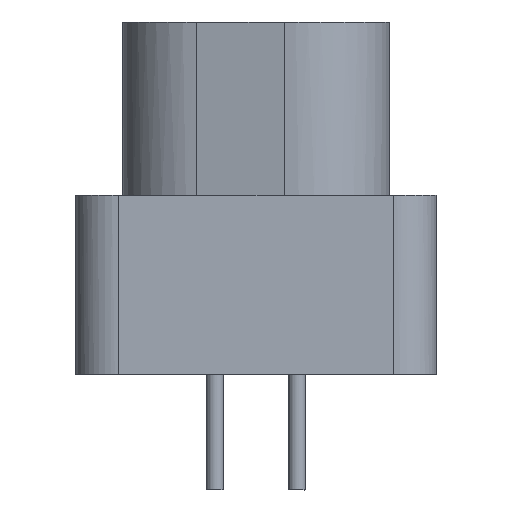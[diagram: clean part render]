
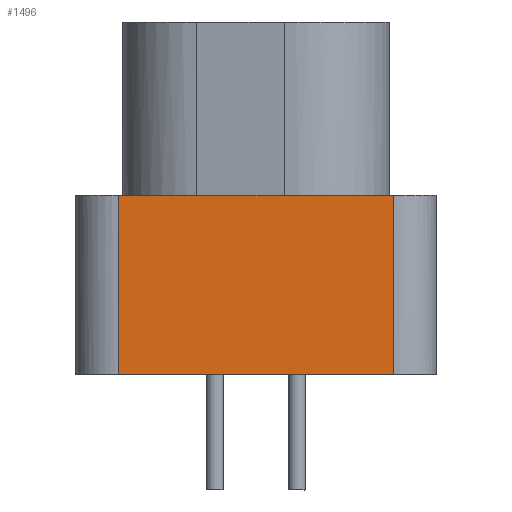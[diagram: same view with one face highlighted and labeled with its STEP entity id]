
A CAD part, left-side view. The second image highlights one B-rep face of the part: STEP entity #1496.
In plain terms, the highlighted free-form (B-spline) face has degree [1, 1] with [2, 2] control points.
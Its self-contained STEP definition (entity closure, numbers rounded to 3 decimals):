
#1152=CARTESIAN_POINT('V19',(-34.85,-8.865,
   -5.7));
#1153=VERTEX_POINT('V19',#1152);
#1167=CARTESIAN_POINT('V26',(-34.85,0.635,
   -5.7));
#1168=VERTEX_POINT('V26',#1167);
#1169=CARTESIAN_POINT('E34',(-34.85,0.635,
   -5.7));
#1170=CARTESIAN_POINT('E34',(-34.85,-8.865,
   -5.7));
#1171=B_SPLINE_CURVE_WITH_KNOTS('E34',1,(#1169,#1170),
   .POLYLINE_FORM.,.F.,.U.,(2,2),(0.0,1.532),
   .UNSPECIFIED.);
#1172=EDGE_CURVE('E34',#1168,#1153,#1171,.T.);
#1255=CARTESIAN_POINT('V1',(-34.85,-8.865,
   0.5));
#1256=VERTEX_POINT('V1',#1255);
#1257=CARTESIAN_POINT('E19',(-34.85,-8.865,
   0.5));
#1258=CARTESIAN_POINT('E19',(-34.85,-8.865,
   -5.7));
#1259=QUASI_UNIFORM_CURVE('E19',1,(#1257,#1258),.POLYLINE_FORM.,.F.,
   .U.);
#1260=EDGE_CURVE('E19',#1256,#1153,#1259,.T.);
#1458=CARTESIAN_POINT('V2',(-34.85,0.635,
   0.5));
#1459=VERTEX_POINT('V2',#1458);
#1460=CARTESIAN_POINT('E33',(-34.85,0.635,
   -5.7));
#1461=CARTESIAN_POINT('E33',(-34.85,0.635,
   0.5));
#1462=QUASI_UNIFORM_CURVE('E33',1,(#1460,#1461),.POLYLINE_FORM.,.F.,
   .U.);
#1463=EDGE_CURVE('E33',#1168,#1459,#1462,.T.);
#1481=CARTESIAN_POINT('F9',(-34.85,0.735,
   -5.8));
#1482=CARTESIAN_POINT('F9',(-34.85,-8.965,
   -5.8));
#1483=CARTESIAN_POINT('F9',(-34.85,0.735,
   0.6));
#1484=CARTESIAN_POINT('F9',(-34.85,-8.965,
   0.6));
#1485=B_SPLINE_SURFACE_WITH_KNOTS('F9',1,1,((#1481,#1483),(#1482,
   #1484)),.PLANE_SURF.,.F.,.F.,.U.,(2,2),(2,2),(0.0,
   1.516),(0.0,1.0),.UNSPECIFIED.);
#1486=ORIENTED_EDGE('E33',*,*,#1463,.F.);
#1487=ORIENTED_EDGE('E34',*,*,#1172,.T.);
#1488=ORIENTED_EDGE('E19',*,*,#1260,.F.);
#1489=CARTESIAN_POINT('E1',(-34.85,-8.865,
   0.5));
#1490=CARTESIAN_POINT('E1',(-34.85,0.635,
   0.5));
#1491=B_SPLINE_CURVE_WITH_KNOTS('E1',1,(#1489,#1490),.POLYLINE_FORM.,
   .F.,.U.,(2,2),(0.0,1.532),.UNSPECIFIED.);
#1492=EDGE_CURVE('E1',#1256,#1459,#1491,.T.);
#1493=ORIENTED_EDGE('E1',*,*,#1492,.T.);
#1494=EDGE_LOOP('F9',(#1486,#1487,#1488,#1493));
#1495=FACE_OUTER_BOUND('F9',#1494,.T.);
#1496=ADVANCED_FACE('F9',(#1495),#1485,.T.);
